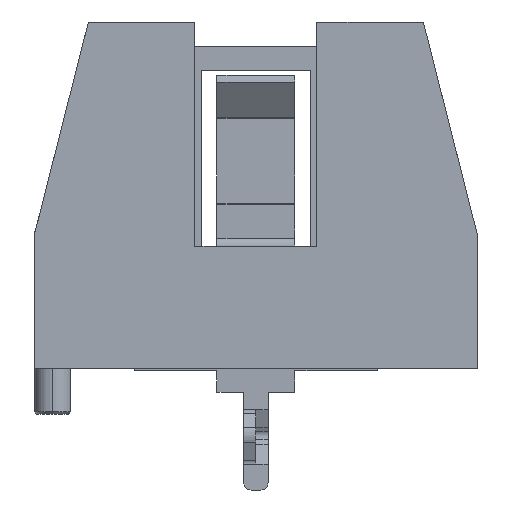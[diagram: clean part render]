
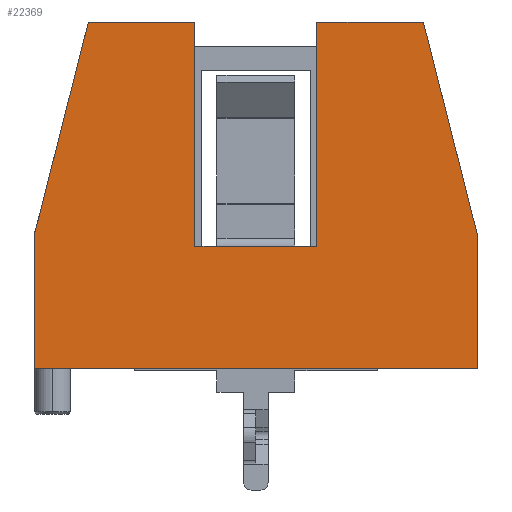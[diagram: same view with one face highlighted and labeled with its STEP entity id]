
A CAD part, left-side view. The second image highlights one B-rep face of the part: STEP entity #22369.
In plain terms, the highlighted planar face has unit normal (-1, 0, 0).
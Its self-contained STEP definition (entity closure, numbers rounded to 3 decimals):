
#159 = VERTEX_POINT ( 'NONE', #17630 ) ;
#243 = CARTESIAN_POINT ( 'NONE',  ( -21.645, -2.5, 5. ) ) ;
#312 = CARTESIAN_POINT ( 'NONE',  ( -21.645, -9.095, 5.46 ) ) ;
#667 = LINE ( 'NONE', #19546, #15741 ) ;
#1488 = CARTESIAN_POINT ( 'NONE',  ( -21.645, 2.5, 5. ) ) ;
#1681 = LINE ( 'NONE', #5151, #4231 ) ;
#1935 = VECTOR ( 'NONE', #20549, 1000. ) ;
#2541 = CARTESIAN_POINT ( 'NONE',  ( -21.645, 9.095, 14.2 ) ) ;
#2827 = VECTOR ( 'NONE', #22070, 1000. ) ;
#2896 = CARTESIAN_POINT ( 'NONE',  ( -21.645, 7.01, 13.67 ) ) ;
#2994 = LINE ( 'NONE', #2896, #8963 ) ;
#3049 = LINE ( 'NONE', #10231, #16357 ) ;
#3368 = VECTOR ( 'NONE', #21193, 1000. ) ;
#3642 = CARTESIAN_POINT ( 'NONE',  ( -21.645, -6.875, 14.2 ) ) ;
#3971 = DIRECTION ( 'NONE',  ( 0., 0., -1. ) ) ;
#4231 = VECTOR ( 'NONE', #12065, 1000. ) ;
#4526 = DIRECTION ( 'NONE',  ( 0., 1., 0. ) ) ;
#4838 = ORIENTED_EDGE ( 'NONE', *, *, #13019, .T. ) ;
#4937 = CARTESIAN_POINT ( 'NONE',  ( -21.645, -9.095, 0. ) ) ;
#5151 = CARTESIAN_POINT ( 'NONE',  ( -21.645, -9.095, 14.2 ) ) ;
#5216 = ORIENTED_EDGE ( 'NONE', *, *, #16299, .T. ) ;
#5316 = ORIENTED_EDGE ( 'NONE', *, *, #6133, .F. ) ;
#5755 = ORIENTED_EDGE ( 'NONE', *, *, #10110, .T. ) ;
#6035 = ORIENTED_EDGE ( 'NONE', *, *, #13819, .T. ) ;
#6039 = EDGE_CURVE ( 'NONE', #19208, #11258, #22377, .T. ) ;
#6133 = EDGE_CURVE ( 'NONE', #9699, #12613, #3049, .T. ) ;
#6320 = ORIENTED_EDGE ( 'NONE', *, *, #19382, .F. ) ;
#6373 = ORIENTED_EDGE ( 'NONE', *, *, #12598, .F. ) ;
#6589 = VECTOR ( 'NONE', #4526, 1000. ) ;
#6713 = VERTEX_POINT ( 'NONE', #3642 ) ;
#6809 = VECTOR ( 'NONE', #7837, 1000. ) ;
#6855 = CARTESIAN_POINT ( 'NONE',  ( -21.645, -2.5, 5. ) ) ;
#7218 = EDGE_CURVE ( 'NONE', #14280, #6713, #14290, .T. ) ;
#7559 = DIRECTION ( 'NONE',  ( 0., -1., 0. ) ) ;
#7837 = DIRECTION ( 'NONE',  ( 0., 0., -1. ) ) ;
#8427 = ORIENTED_EDGE ( 'NONE', *, *, #12401, .T. ) ;
#8482 = VECTOR ( 'NONE', #9319, 1000. ) ;
#8963 = VECTOR ( 'NONE', #16758, 1000. ) ;
#9319 = DIRECTION ( 'NONE',  ( 0., 0.246, 0.969 ) ) ;
#9599 = CARTESIAN_POINT ( 'NONE',  ( -21.645, 2.5, 5. ) ) ;
#9601 = CARTESIAN_POINT ( 'NONE',  ( -21.645, 2.5, 5. ) ) ;
#9645 = VERTEX_POINT ( 'NONE', #4937 ) ;
#9699 = VERTEX_POINT ( 'NONE', #16217 ) ;
#10110 = EDGE_CURVE ( 'NONE', #9699, #14935, #2994, .T. ) ;
#10231 = CARTESIAN_POINT ( 'NONE',  ( -21.645, 9.095, 14.2 ) ) ;
#10302 = FACE_OUTER_BOUND ( 'NONE', #21022, .T. ) ;
#10627 = CARTESIAN_POINT ( 'NONE',  ( -21.645, 9.095, 14.2 ) ) ;
#10842 = DIRECTION ( 'NONE',  ( 1., 0., 0. ) ) ;
#10863 = CARTESIAN_POINT ( 'NONE',  ( -21.645, 9.095, 14.2 ) ) ;
#11258 = VERTEX_POINT ( 'NONE', #243 ) ;
#12065 = DIRECTION ( 'NONE',  ( 0., 0., -1. ) ) ;
#12401 = EDGE_CURVE ( 'NONE', #159, #9645, #667, .T. ) ;
#12598 = EDGE_CURVE ( 'NONE', #14280, #9645, #1681, .T. ) ;
#12613 = VERTEX_POINT ( 'NONE', #21221 ) ;
#13019 = EDGE_CURVE ( 'NONE', #21855, #12613, #15030, .T. ) ;
#13742 = ORIENTED_EDGE ( 'NONE', *, *, #7218, .T. ) ;
#13788 = PLANE ( 'NONE',  #22381 ) ;
#13819 = EDGE_CURVE ( 'NONE', #14935, #159, #14607, .T. ) ;
#14280 = VERTEX_POINT ( 'NONE', #312 ) ;
#14290 = LINE ( 'NONE', #19307, #8482 ) ;
#14607 = LINE ( 'NONE', #2541, #6809 ) ;
#14622 = ORIENTED_EDGE ( 'NONE', *, *, #6039, .T. ) ;
#14935 = VERTEX_POINT ( 'NONE', #22240 ) ;
#15030 = LINE ( 'NONE', #9601, #2827 ) ;
#15741 = VECTOR ( 'NONE', #7559, 1000. ) ;
#16217 = CARTESIAN_POINT ( 'NONE',  ( -21.645, 6.875, 14.2 ) ) ;
#16299 = EDGE_CURVE ( 'NONE', #11258, #21855, #16953, .T. ) ;
#16357 = VECTOR ( 'NONE', #17023, 1000. ) ;
#16758 = DIRECTION ( 'NONE',  ( 0., 0.246, -0.969 ) ) ;
#16953 = LINE ( 'NONE', #9599, #6589 ) ;
#17023 = DIRECTION ( 'NONE',  ( 0., -1., 0. ) ) ;
#17630 = CARTESIAN_POINT ( 'NONE',  ( -21.645, 9.095, 0. ) ) ;
#19053 = LINE ( 'NONE', #10863, #3368 ) ;
#19208 = VERTEX_POINT ( 'NONE', #21250 ) ;
#19307 = CARTESIAN_POINT ( 'NONE',  ( -21.645, -5.907, 18.011 ) ) ;
#19382 = EDGE_CURVE ( 'NONE', #19208, #6713, #19053, .T. ) ;
#19546 = CARTESIAN_POINT ( 'NONE',  ( -21.645, 9.095, 0. ) ) ;
#20549 = DIRECTION ( 'NONE',  ( 0., 0., -1. ) ) ;
#21022 = EDGE_LOOP ( 'NONE', ( #14622, #5216, #4838, #5316, #5755, #6035, #8427, #6373, #13742, #6320 ) ) ;
#21193 = DIRECTION ( 'NONE',  ( 0., -1., 0. ) ) ;
#21221 = CARTESIAN_POINT ( 'NONE',  ( -21.645, 2.5, 14.2 ) ) ;
#21250 = CARTESIAN_POINT ( 'NONE',  ( -21.645, -2.5, 14.2 ) ) ;
#21855 = VERTEX_POINT ( 'NONE', #1488 ) ;
#22070 = DIRECTION ( 'NONE',  ( 0., 0., 1. ) ) ;
#22240 = CARTESIAN_POINT ( 'NONE',  ( -21.645, 9.095, 5.46 ) ) ;
#22369 = ADVANCED_FACE ( 'NONE', ( #10302 ), #13788, .F. ) ;
#22377 = LINE ( 'NONE', #6855, #1935 ) ;
#22381 = AXIS2_PLACEMENT_3D ( 'NONE', #10627, #10842, #3971 ) ;
